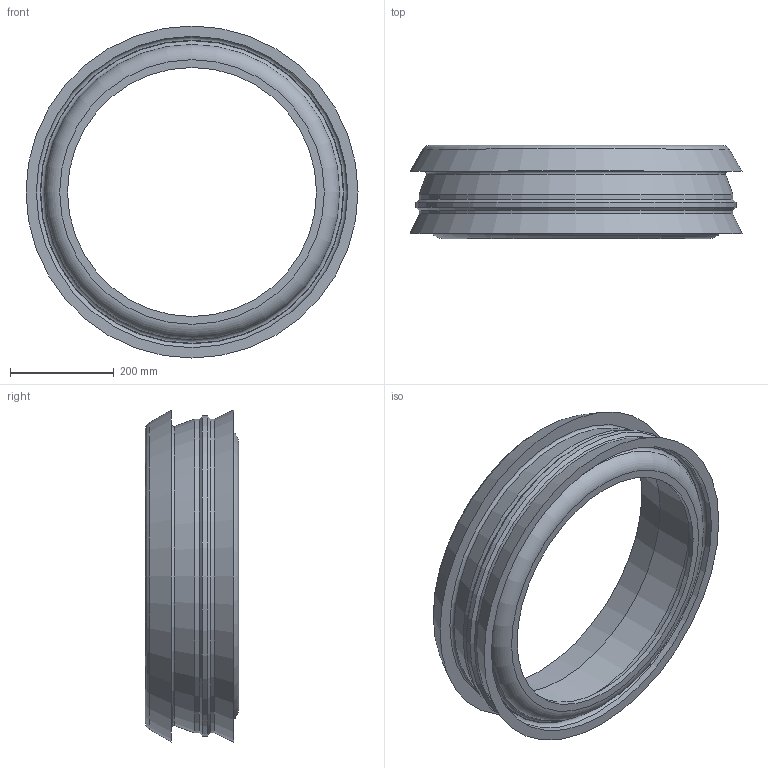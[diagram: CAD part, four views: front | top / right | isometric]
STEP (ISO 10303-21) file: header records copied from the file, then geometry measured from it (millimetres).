
FILE_DESCRIPTION(/* description */ (''),/* implementation_level */ '2;1');
FILE_NAME(/* name */ '09114.050X_3D.stp',/* time_stamp */ '2024-12-11T14:21:17+01:00',/* author */ ('CAD'),/* organization */ (''),/* preprocessor_version */ 'ST-DEVELOPER v20',/* originating_system */ 'AutoCAD Mechanical',/* authorisation */ '');
FILE_SCHEMA (('AUTOMOTIVE_DESIGN { 1 0 10303 214 3 1 1 }'));
Length unit declared in the file: centimetre
Products named in the file (2): Product; *S0
Assembly tree (1 placements, depth 2):
  Product
    *S0
Bounding box: 640 x 180 x 640 mm (x, y, z)
Volume: 10027663 mm3; surface area: 965072.1 mm2
Topology: 1 solids, 1 shells, 23 faces, 46 edges, 28 vertices
Faces by surface type: torus 6, cone 6, cylinder 6, plane 5
Full cylindrical faces by diameter (mm): 480 x1, 540 x1, 600 x1, 605 x2, 617 x1
Entity records: 657 total; most frequent: DIRECTION 132, CARTESIAN_POINT 100, ORIENTED_EDGE 92, AXIS2_PLACEMENT_3D 60, EDGE_CURVE 46, CIRCLE 34, EDGE_LOOP 28, VERTEX_POINT 28
